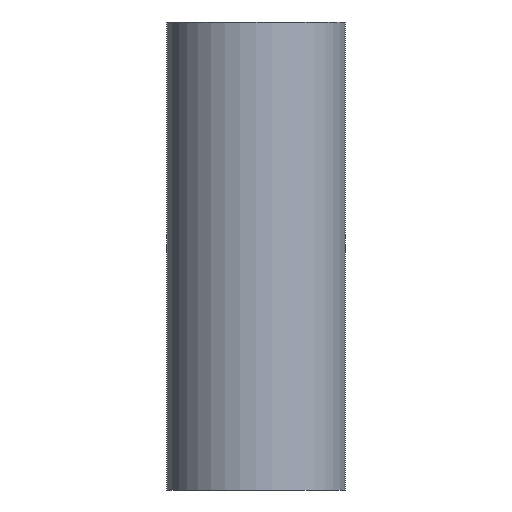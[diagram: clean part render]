
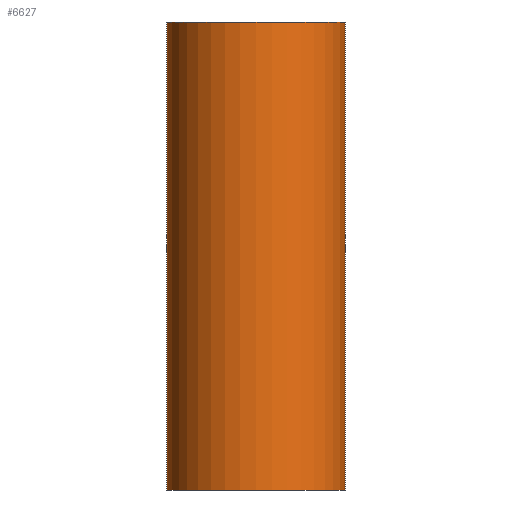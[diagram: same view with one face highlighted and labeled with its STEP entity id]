
A CAD part, front view. The second image highlights one B-rep face of the part: STEP entity #6627.
In plain terms, the highlighted cylindrical face has radius 13 mm (diameter 26 mm), a partial arc.
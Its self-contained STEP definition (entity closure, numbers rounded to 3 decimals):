
#45 = ORIENTED_EDGE ( 'NONE', *, *, #7350, .F. ) ;
#673 = EDGE_CURVE ( 'NONE', #2750, #6976, #5508, .T. ) ;
#931 = DIRECTION ( 'NONE',  ( 1., 0., 0. ) ) ;
#1021 = VECTOR ( 'NONE', #1042, 1000. ) ;
#1042 = DIRECTION ( 'NONE',  ( 0., 0., 1. ) ) ;
#1251 = VERTEX_POINT ( 'NONE', #4767 ) ;
#1519 = AXIS2_PLACEMENT_3D ( 'NONE', #3799, #8265, #4453 ) ;
#1585 = CIRCLE ( 'NONE', #1519, 13. ) ;
#2167 = EDGE_LOOP ( 'NONE', ( #3801, #5116, #5071, #45 ) ) ;
#2275 = EDGE_CURVE ( 'NONE', #6976, #8050, #3987, .T. ) ;
#2750 = VERTEX_POINT ( 'NONE', #7933 ) ;
#3018 = DIRECTION ( 'NONE',  ( 0., 0., 1. ) ) ;
#3089 = CYLINDRICAL_SURFACE ( 'NONE', #3550, 13. ) ;
#3146 = EDGE_CURVE ( 'NONE', #2750, #1251, #3909, .T. ) ;
#3550 = AXIS2_PLACEMENT_3D ( 'NONE', #7272, #4756, #931 ) ;
#3799 = CARTESIAN_POINT ( 'NONE',  ( 159.084, 18.939, 0. ) ) ;
#3801 = ORIENTED_EDGE ( 'NONE', *, *, #3146, .F. ) ;
#3909 = LINE ( 'NONE', #6463, #5421 ) ;
#3987 = LINE ( 'NONE', #4209, #1021 ) ;
#4209 = CARTESIAN_POINT ( 'NONE',  ( 172.084, 18.939, -68. ) ) ;
#4453 = DIRECTION ( 'NONE',  ( 1., 0., 0. ) ) ;
#4756 = DIRECTION ( 'NONE',  ( 0., 0., 1. ) ) ;
#4767 = CARTESIAN_POINT ( 'NONE',  ( 146.084, 18.939, 0. ) ) ;
#5071 = ORIENTED_EDGE ( 'NONE', *, *, #2275, .T. ) ;
#5116 = ORIENTED_EDGE ( 'NONE', *, *, #673, .T. ) ;
#5421 = VECTOR ( 'NONE', #7101, 1000. ) ;
#5508 = CIRCLE ( 'NONE', #6219, 13. ) ;
#5742 = CARTESIAN_POINT ( 'NONE',  ( 172.084, 18.939, -68. ) ) ;
#6219 = AXIS2_PLACEMENT_3D ( 'NONE', #6835, #3018, #7473 ) ;
#6463 = CARTESIAN_POINT ( 'NONE',  ( 146.084, 18.939, -68. ) ) ;
#6627 = ADVANCED_FACE ( 'NONE', ( #8174 ), #3089, .T. ) ;
#6835 = CARTESIAN_POINT ( 'NONE',  ( 159.084, 18.939, -68. ) ) ;
#6976 = VERTEX_POINT ( 'NONE', #5742 ) ;
#7101 = DIRECTION ( 'NONE',  ( 0., 0., 1. ) ) ;
#7253 = CARTESIAN_POINT ( 'NONE',  ( 172.084, 18.939, 0. ) ) ;
#7272 = CARTESIAN_POINT ( 'NONE',  ( 159.084, 18.939, -68. ) ) ;
#7350 = EDGE_CURVE ( 'NONE', #1251, #8050, #1585, .T. ) ;
#7473 = DIRECTION ( 'NONE',  ( 1., 0., 0. ) ) ;
#7933 = CARTESIAN_POINT ( 'NONE',  ( 146.084, 18.939, -68. ) ) ;
#8050 = VERTEX_POINT ( 'NONE', #7253 ) ;
#8174 = FACE_OUTER_BOUND ( 'NONE', #2167, .T. ) ;
#8265 = DIRECTION ( 'NONE',  ( 0., 0., 1. ) ) ;
